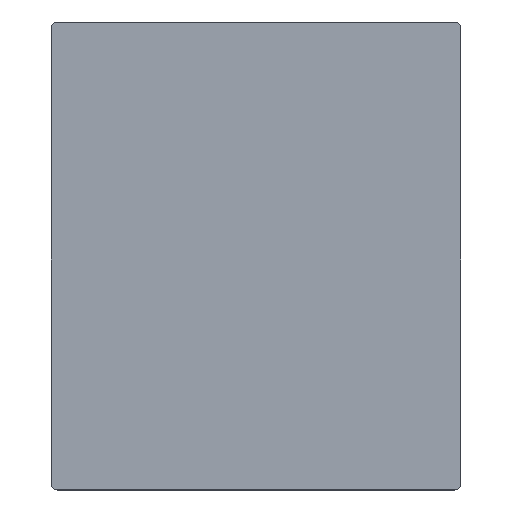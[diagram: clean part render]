
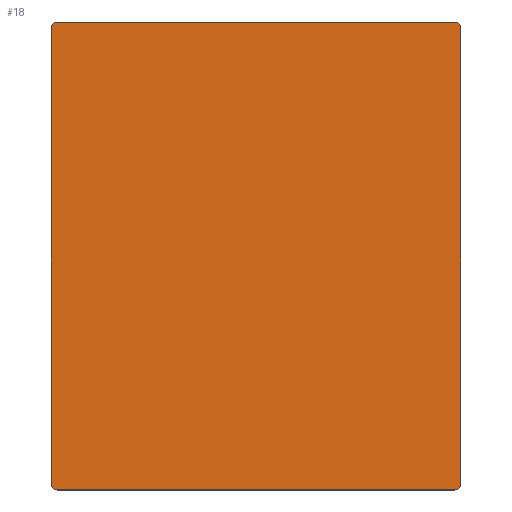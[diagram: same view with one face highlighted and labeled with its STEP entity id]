
A CAD part, top view. The second image highlights one B-rep face of the part: STEP entity #18.
In plain terms, the highlighted planar face has unit normal (0, 0, 1).
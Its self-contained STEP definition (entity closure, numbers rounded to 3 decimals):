
#18 = ADVANCED_FACE ( 'NONE', ( #206 ), #371, .T. ) ;
#20 = CIRCLE ( 'NONE', #144, 1. ) ;
#23 = CIRCLE ( 'NONE', #166, 1. ) ;
#24 = CIRCLE ( 'NONE', #169, 1. ) ;
#26 = CIRCLE ( 'NONE', #179, 1. ) ;
#41 = EDGE_CURVE ( 'NONE', #67, #117, #26, .T. ) ;
#43 = EDGE_CURVE ( 'NONE', #117, #71, #313, .T. ) ;
#44 = EDGE_CURVE ( 'NONE', #81, #112, #311, .T. ) ;
#46 = EDGE_CURVE ( 'NONE', #100, #116, #306, .T. ) ;
#48 = EDGE_CURVE ( 'NONE', #112, #100, #24, .T. ) ;
#50 = EDGE_CURVE ( 'NONE', #71, #81, #23, .T. ) ;
#57 = EDGE_CURVE ( 'NONE', #116, #103, #20, .T. ) ;
#59 = EDGE_CURVE ( 'NONE', #103, #67, #272, .T. ) ;
#67 = VERTEX_POINT ( 'NONE', #276 ) ;
#71 = VERTEX_POINT ( 'NONE', #264 ) ;
#75 = ORIENTED_EDGE ( 'NONE', *, *, #59, .T. ) ;
#76 = ORIENTED_EDGE ( 'NONE', *, *, #48, .T. ) ;
#78 = ORIENTED_EDGE ( 'NONE', *, *, #41, .T. ) ;
#81 = VERTEX_POINT ( 'NONE', #263 ) ;
#91 = ORIENTED_EDGE ( 'NONE', *, *, #57, .T. ) ;
#95 = ORIENTED_EDGE ( 'NONE', *, *, #50, .T. ) ;
#100 = VERTEX_POINT ( 'NONE', #261 ) ;
#101 = ORIENTED_EDGE ( 'NONE', *, *, #43, .T. ) ;
#102 = ORIENTED_EDGE ( 'NONE', *, *, #44, .T. ) ;
#103 = VERTEX_POINT ( 'NONE', #260 ) ;
#112 = VERTEX_POINT ( 'NONE', #259 ) ;
#116 = VERTEX_POINT ( 'NONE', #256 ) ;
#117 = VERTEX_POINT ( 'NONE', #255 ) ;
#123 = EDGE_LOOP ( 'NONE', ( #101, #95, #102, #76, #130, #91, #75, #78 ) ) ;
#130 = ORIENTED_EDGE ( 'NONE', *, *, #46, .T. ) ;
#139 = VECTOR ( 'NONE', #270, 1000. ) ;
#144 = AXIS2_PLACEMENT_3D ( 'NONE', #285, #278, #277 ) ;
#166 = AXIS2_PLACEMENT_3D ( 'NONE', #298, #294, #293 ) ;
#169 = AXIS2_PLACEMENT_3D ( 'NONE', #317, #300, #299 ) ;
#170 = VECTOR ( 'NONE', #304, 1000. ) ;
#172 = VECTOR ( 'NONE', #310, 1000. ) ;
#173 = VECTOR ( 'NONE', #342, 1000. ) ;
#179 = AXIS2_PLACEMENT_3D ( 'NONE', #320, #319, #318 ) ;
#186 = AXIS2_PLACEMENT_3D ( 'NONE', #370, #369, #368 ) ;
#206 = FACE_OUTER_BOUND ( 'NONE', #123, .T. ) ;
#255 = CARTESIAN_POINT ( 'NONE',  ( 34., 40., 0.5 ) ) ;
#256 = CARTESIAN_POINT ( 'NONE',  ( 34., -40., 0.5 ) ) ;
#259 = CARTESIAN_POINT ( 'NONE',  ( -35., -39., 0.5 ) ) ;
#260 = CARTESIAN_POINT ( 'NONE',  ( 35., -39., 0.5 ) ) ;
#261 = CARTESIAN_POINT ( 'NONE',  ( -34., -40., 0.5 ) ) ;
#263 = CARTESIAN_POINT ( 'NONE',  ( -35., 39., 0.5 ) ) ;
#264 = CARTESIAN_POINT ( 'NONE',  ( -34., 40., 0.5 ) ) ;
#270 = DIRECTION ( 'NONE',  ( 0., 1., 0. ) ) ;
#271 = CARTESIAN_POINT ( 'NONE',  ( 35., 0., 0.5 ) ) ;
#272 = LINE ( 'NONE', #271, #139 ) ;
#276 = CARTESIAN_POINT ( 'NONE',  ( 35., 39., 0.5 ) ) ;
#277 = DIRECTION ( 'NONE',  ( -1., 0., 0. ) ) ;
#278 = DIRECTION ( 'NONE',  ( 0., 0., 1. ) ) ;
#285 = CARTESIAN_POINT ( 'NONE',  ( 34., -39., 0.5 ) ) ;
#293 = DIRECTION ( 'NONE',  ( -1., 0., 0. ) ) ;
#294 = DIRECTION ( 'NONE',  ( 0., 0., 1. ) ) ;
#298 = CARTESIAN_POINT ( 'NONE',  ( -34., 39., 0.5 ) ) ;
#299 = DIRECTION ( 'NONE',  ( -1., 0., 0. ) ) ;
#300 = DIRECTION ( 'NONE',  ( 0., 0., 1. ) ) ;
#304 = DIRECTION ( 'NONE',  ( 1., 0., 0. ) ) ;
#305 = CARTESIAN_POINT ( 'NONE',  ( 0., -40., 0.5 ) ) ;
#306 = LINE ( 'NONE', #305, #170 ) ;
#310 = DIRECTION ( 'NONE',  ( 0., -1., 0. ) ) ;
#311 = LINE ( 'NONE', #335, #172 ) ;
#312 = CARTESIAN_POINT ( 'NONE',  ( 0., 40., 0.5 ) ) ;
#313 = LINE ( 'NONE', #312, #173 ) ;
#317 = CARTESIAN_POINT ( 'NONE',  ( -34., -39., 0.5 ) ) ;
#318 = DIRECTION ( 'NONE',  ( -1., 0., 0. ) ) ;
#319 = DIRECTION ( 'NONE',  ( 0., 0., 1. ) ) ;
#320 = CARTESIAN_POINT ( 'NONE',  ( 34., 39., 0.5 ) ) ;
#335 = CARTESIAN_POINT ( 'NONE',  ( -35., 0., 0.5 ) ) ;
#342 = DIRECTION ( 'NONE',  ( -1., 0., 0. ) ) ;
#368 = DIRECTION ( 'NONE',  ( 1., 0., 0. ) ) ;
#369 = DIRECTION ( 'NONE',  ( 0., 0., 1. ) ) ;
#370 = CARTESIAN_POINT ( 'NONE',  ( -35., -40., 0.5 ) ) ;
#371 = PLANE ( 'NONE',  #186 ) ;
